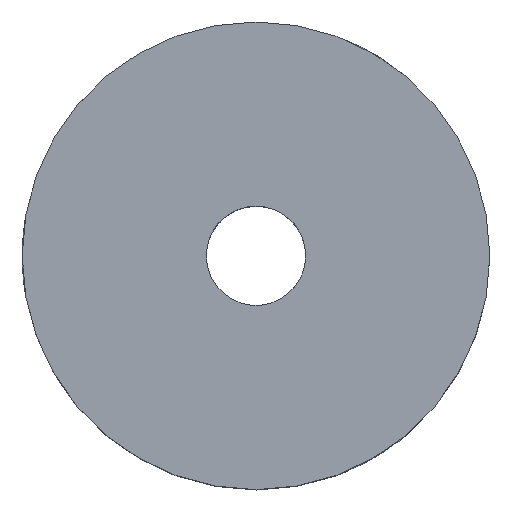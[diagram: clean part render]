
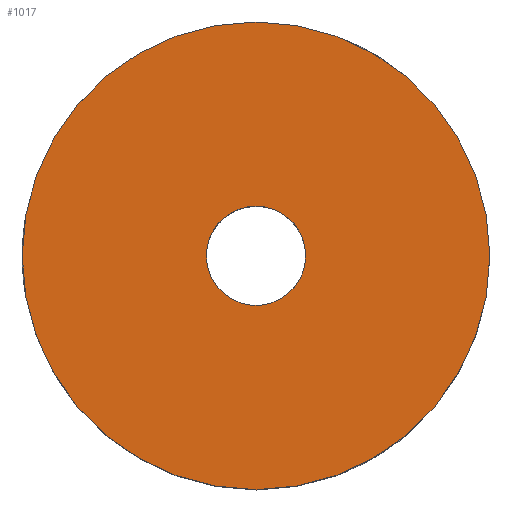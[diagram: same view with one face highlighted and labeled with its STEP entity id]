
A CAD part, top view. The second image highlights one B-rep face of the part: STEP entity #1017.
In plain terms, the highlighted planar face has unit normal (0, 0, 1).
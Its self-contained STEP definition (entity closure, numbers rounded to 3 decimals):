
#555=CARTESIAN_POINT('POINT38',(-82.55,0.,69.596));
#556=VERTEX_POINT('VERTEX38',#555);
#563=CARTESIAN_POINT('POINT39',(82.55,0.,69.596));
#564=VERTEX_POINT('VERTEX39',#563);
#565=CARTESIAN_POINT('POS71',(0.,0.,69.596));
#566=DIRECTION('DIR104',(0.,0.,1.));
#567=DIRECTION('DIR105',(1.,0.,0.));
#568=AXIS2_PLACEMENT_3D('AXIS34',#565,#566,#567);
#569=CIRCLE('ELLIPSE17',#568,82.55);
#570=EDGE_CURVE('EDGE54',#564,#556,#569,.T.);
#982=CARTESIAN_POINT('POS121',(0.,0.,69.596));
#983=DIRECTION('DIR182',(0.,0.,1.));
#984=DIRECTION('DIR183',(-1.,0.,0.));
#985=AXIS2_PLACEMENT_3D('AXIS62',#982,#983,#984);
#986=CIRCLE('ELLIPSE33',#985,82.55);
#987=EDGE_CURVE('EDGE92',#556,#564,#986,.T.);
#988=ORIENTED_EDGE('COEDGE137',*,*,#987,.T.);
#989=ORIENTED_EDGE('COEDGE138',*,*,#570,.T.);
#990=EDGE_LOOP('NONE',(#988,#989));
#991=FACE_BOUND('LOOP1',#990,.T.);
#992=CARTESIAN_POINT('POINT64',(-17.526,0.,69.596));
#993=VERTEX_POINT('VERTEX64',#992);
#994=CARTESIAN_POINT('POINT65',(17.526,0.,69.596));
#995=VERTEX_POINT('VERTEX65',#994);
#996=CARTESIAN_POINT('POS122',(0.,
   0.,69.596));
#997=DIRECTION('DIR184',(0.,0.,-1.));
#998=DIRECTION('DIR185',(-1.,0.,0.));
#999=AXIS2_PLACEMENT_3D('AXIS63',#996,#997,#998);
#1000=CIRCLE('ELLIPSE34',#999,17.526);
#1001=EDGE_CURVE('EDGE93',#993,#995,#1000,.T.);
#1002=ORIENTED_EDGE('COEDGE139',*,*,#1001,.T.);
#1003=CARTESIAN_POINT('POS123',(0.,0.,
   69.596));
#1004=DIRECTION('DIR186',(0.,0.,-1.));
#1005=DIRECTION('DIR187',(1.,0.,0.));
#1006=AXIS2_PLACEMENT_3D('AXIS64',#1003,#1004,#1005);
#1007=CIRCLE('ELLIPSE35',#1006,17.526);
#1008=EDGE_CURVE('EDGE94',#995,#993,#1007,.T.);
#1009=ORIENTED_EDGE('COEDGE140',*,*,#1008,.T.);
#1010=EDGE_LOOP('NONE',(#1002,#1009));
#1011=FACE_BOUND('LOOP1',#1010,.T.);
#1012=CARTESIAN_POINT('POS124',(0.,0.,69.596));
#1013=DIRECTION('DIR188',(0.,0.,1.));
#1014=DIRECTION('DIR189',(1.,0.,0.));
#1015=AXIS2_PLACEMENT_3D('AXIS65',#1012,#1013,#1014);
#1016=PLANE('PLANE29',#1015);
#1017=ADVANCED_FACE('FACE30',(#991,#1011),#1016,.T.);
